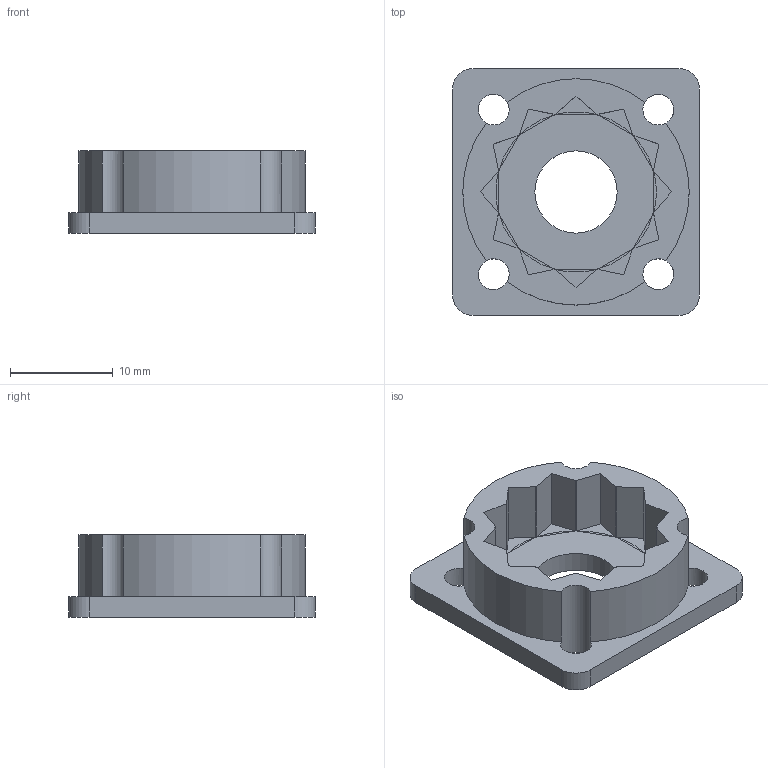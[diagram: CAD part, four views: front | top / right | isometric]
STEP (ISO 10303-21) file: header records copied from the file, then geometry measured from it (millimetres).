
FILE_DESCRIPTION(('FreeCAD Model'),'2;1');
FILE_NAME('Open CASCADE Shape Model','2022-08-24T21:05:38',(''),(''), 'Open CASCADE STEP processor 7.6','FreeCAD','Unknown');
FILE_SCHEMA(('AUTOMOTIVE_DESIGN { 1 0 10303 214 1 1 1 1 }'));
Length unit declared in the file: millimetre
Products named in the file (1): Housing
Bounding box: 24 x 24 x 8 mm (x, y, z)
Volume: 1858.6 mm3; surface area: 2123.8 mm2
Topology: 1 solids, 1 shells, 82 faces, 199 edges, 117 vertices
Faces by surface type: plane 56, cylinder 26
Full cylindrical faces by diameter (mm): 3 x4, 8 x1
Entity records: 2404 total; most frequent: DIRECTION 438, CARTESIAN_POINT 399, ORIENTED_EDGE 398, EDGE_CURVE 199, AXIS2_PLACEMENT_3D 156, LINE 126, VECTOR 126, VERTEX_POINT 117
